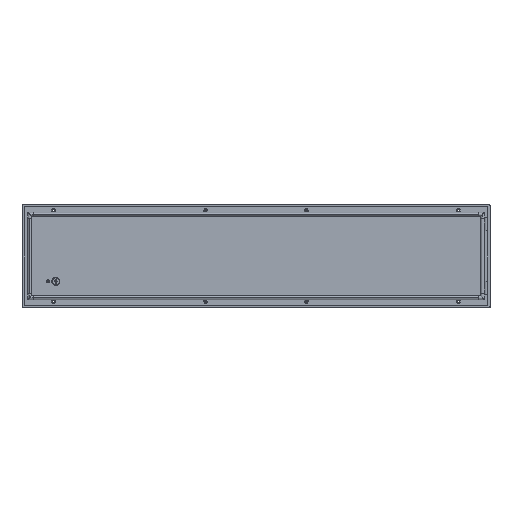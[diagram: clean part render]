
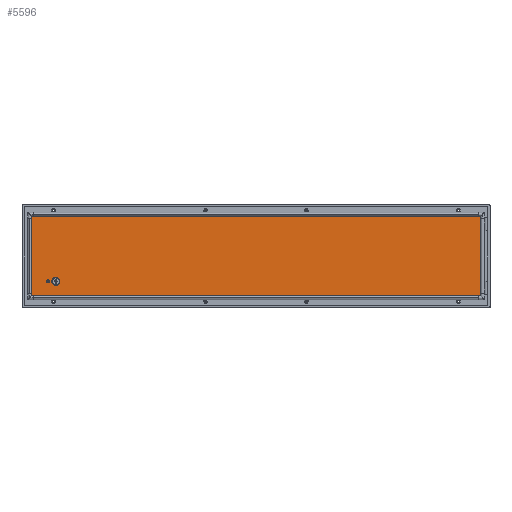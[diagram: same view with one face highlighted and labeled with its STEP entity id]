
A CAD part, top view. The second image highlights one B-rep face of the part: STEP entity #5596.
In plain terms, the highlighted planar face has unit normal (0, 0, 1).
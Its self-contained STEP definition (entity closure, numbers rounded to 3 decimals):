
#69 = CARTESIAN_POINT ( 'NONE',  ( -800., -97.5, 0. ) ) ;
#88 = EDGE_CURVE ( 'NONE', #6223, #427, #4471, .T. ) ;
#191 = CARTESIAN_POINT ( 'NONE',  ( -770., -112.5, 0. ) ) ;
#387 = AXIS2_PLACEMENT_3D ( 'NONE', #2426, #5253, #8114 ) ;
#389 = CARTESIAN_POINT ( 'NONE',  ( -770., -97.5, 0. ) ) ;
#427 = VERTEX_POINT ( 'NONE', #191 ) ;
#454 = CARTESIAN_POINT ( 'NONE',  ( -864., -145.5, 0. ) ) ;
#459 = VECTOR ( 'NONE', #4709, 1000. ) ;
#548 = VECTOR ( 'NONE', #3499, 1000. ) ;
#647 = VERTEX_POINT ( 'NONE', #3771 ) ;
#684 = ORIENTED_EDGE ( 'NONE', *, *, #3254, .T. ) ;
#735 = CARTESIAN_POINT ( 'NONE',  ( -878.8, -153.5, 0. ) ) ;
#993 = CIRCLE ( 'NONE', #8978, 2.65 ) ;
#1015 = EDGE_CURVE ( 'NONE', #1137, #7177, #7463, .T. ) ;
#1137 = VERTEX_POINT ( 'NONE', #5412 ) ;
#1173 = CARTESIAN_POINT ( 'NONE',  ( -770., -82.5, 0. ) ) ;
#1299 = ORIENTED_EDGE ( 'NONE', *, *, #2026, .T. ) ;
#1360 = EDGE_CURVE ( 'NONE', #5874, #7899, #6669, .T. ) ;
#1410 = EDGE_CURVE ( 'NONE', #647, #8045, #7834, .T. ) ;
#1441 = CARTESIAN_POINT ( 'NONE',  ( 0., 0., 0. ) ) ;
#1516 = DIRECTION ( 'NONE',  ( 0., 0., -1. ) ) ;
#1636 = CARTESIAN_POINT ( 'NONE',  ( -856., 153.5, 0. ) ) ;
#1656 = VECTOR ( 'NONE', #7145, 1000. ) ;
#1665 = DIRECTION ( 'NONE',  ( 0., 0., -1. ) ) ;
#1715 = CARTESIAN_POINT ( 'NONE',  ( -864., -145.5, 0. ) ) ;
#1736 = ORIENTED_EDGE ( 'NONE', *, *, #5008, .T. ) ;
#1784 = ORIENTED_EDGE ( 'NONE', *, *, #5110, .F. ) ;
#1815 = CARTESIAN_POINT ( 'NONE',  ( -800., -97.5, 0. ) ) ;
#1854 = DIRECTION ( 'NONE',  ( 0., -1., 0. ) ) ;
#1899 = LINE ( 'NONE', #454, #6011 ) ;
#1989 = CARTESIAN_POINT ( 'NONE',  ( -864., -153.5, 0. ) ) ;
#2025 = CIRCLE ( 'NONE', #387, 15. ) ;
#2026 = EDGE_CURVE ( 'NONE', #647, #4677, #2575, .T. ) ;
#2198 = EDGE_CURVE ( 'NONE', #427, #6223, #2025, .T. ) ;
#2252 = DIRECTION ( 'NONE',  ( 1., 0., 0. ) ) ;
#2346 = ORIENTED_EDGE ( 'NONE', *, *, #8940, .T. ) ;
#2426 = CARTESIAN_POINT ( 'NONE',  ( -770., -97.5, 0. ) ) ;
#2575 = LINE ( 'NONE', #8306, #5201 ) ;
#2649 = ORIENTED_EDGE ( 'NONE', *, *, #1015, .F. ) ;
#3157 = VECTOR ( 'NONE', #6659, 1000. ) ;
#3246 = VERTEX_POINT ( 'NONE', #5280 ) ;
#3254 = EDGE_CURVE ( 'NONE', #7381, #3246, #7967, .T. ) ;
#3258 = CARTESIAN_POINT ( 'NONE',  ( 856., -153.5, 0. ) ) ;
#3293 = DIRECTION ( 'NONE',  ( -0.258, -0.966, 0. ) ) ;
#3385 = ORIENTED_EDGE ( 'NONE', *, *, #2198, .F. ) ;
#3444 = EDGE_CURVE ( 'NONE', #6693, #5024, #993, .T. ) ;
#3499 = DIRECTION ( 'NONE',  ( 1., 0., 0. ) ) ;
#3540 = VERTEX_POINT ( 'NONE', #7731 ) ;
#3622 = EDGE_CURVE ( 'NONE', #8045, #3540, #4220, .T. ) ;
#3771 = CARTESIAN_POINT ( 'NONE',  ( -864., 145.5, 0. ) ) ;
#3799 = EDGE_CURVE ( 'NONE', #5024, #6693, #7061, .T. ) ;
#4007 = CARTESIAN_POINT ( 'NONE',  ( 864., 145.5, 0. ) ) ;
#4016 = VECTOR ( 'NONE', #5829, 1000. ) ;
#4220 = LINE ( 'NONE', #6389, #548 ) ;
#4382 = FACE_BOUND ( 'NONE', #6981, .T. ) ;
#4471 = CIRCLE ( 'NONE', #5677, 15. ) ;
#4583 = VECTOR ( 'NONE', #8076, 1000. ) ;
#4653 = CARTESIAN_POINT ( 'NONE',  ( 856., 153.5, 0. ) ) ;
#4677 = VERTEX_POINT ( 'NONE', #1715 ) ;
#4709 = DIRECTION ( 'NONE',  ( 1., 0., 0. ) ) ;
#4810 = VERTEX_POINT ( 'NONE', #4007 ) ;
#4965 = ORIENTED_EDGE ( 'NONE', *, *, #1360, .T. ) ;
#5008 = EDGE_CURVE ( 'NONE', #4677, #9149, #1899, .T. ) ;
#5016 = ORIENTED_EDGE ( 'NONE', *, *, #1410, .F. ) ;
#5024 = VERTEX_POINT ( 'NONE', #7012 ) ;
#5104 = ORIENTED_EDGE ( 'NONE', *, *, #6314, .T. ) ;
#5110 = EDGE_CURVE ( 'NONE', #3540, #1137, #8652, .T. ) ;
#5174 = LINE ( 'NONE', #735, #4016 ) ;
#5191 = VECTOR ( 'NONE', #6381, 1000. ) ;
#5201 = VECTOR ( 'NONE', #1854, 1000. ) ;
#5253 = DIRECTION ( 'NONE',  ( 0., 0., 1. ) ) ;
#5280 = CARTESIAN_POINT ( 'NONE',  ( 856., -153.5, 0. ) ) ;
#5363 = EDGE_LOOP ( 'NONE', ( #4965, #7947, #8622, #2649, #1784, #6536, #5016, #1299, #1736, #2346, #684, #5104 ) ) ;
#5412 = CARTESIAN_POINT ( 'NONE',  ( 856., 153.5, 0. ) ) ;
#5426 = EDGE_LOOP ( 'NONE', ( #6283, #3385 ) ) ;
#5453 = CARTESIAN_POINT ( 'NONE',  ( 864., 153.5, 0. ) ) ;
#5541 = ORIENTED_EDGE ( 'NONE', *, *, #3799, .T. ) ;
#5561 = DIRECTION ( 'NONE',  ( 0., 1., 0. ) ) ;
#5596 = ADVANCED_FACE ( 'NONE', ( #4382, #5757, #5845 ), #7920, .T. ) ;
#5677 = AXIS2_PLACEMENT_3D ( 'NONE', #389, #8194, #8904 ) ;
#5757 = FACE_BOUND ( 'NONE', #5426, .T. ) ;
#5798 = DIRECTION ( 'NONE',  ( 1., 0., 0. ) ) ;
#5829 = DIRECTION ( 'NONE',  ( 1., 0., 0. ) ) ;
#5845 = FACE_OUTER_BOUND ( 'NONE', #5363, .T. ) ;
#5874 = VERTEX_POINT ( 'NONE', #6652 ) ;
#6011 = VECTOR ( 'NONE', #8402, 1000. ) ;
#6223 = VERTEX_POINT ( 'NONE', #1173 ) ;
#6251 = VECTOR ( 'NONE', #8708, 1000. ) ;
#6283 = ORIENTED_EDGE ( 'NONE', *, *, #88, .F. ) ;
#6314 = EDGE_CURVE ( 'NONE', #3246, #5874, #7045, .T. ) ;
#6351 = LINE ( 'NONE', #9239, #1656 ) ;
#6381 = DIRECTION ( 'NONE',  ( 0., 1., 0. ) ) ;
#6389 = CARTESIAN_POINT ( 'NONE',  ( -878.8, 153.5, 0. ) ) ;
#6536 = ORIENTED_EDGE ( 'NONE', *, *, #3622, .F. ) ;
#6652 = CARTESIAN_POINT ( 'NONE',  ( 864., -153.5, 0. ) ) ;
#6659 = DIRECTION ( 'NONE',  ( 1., 0., 0. ) ) ;
#6669 = LINE ( 'NONE', #8019, #6251 ) ;
#6693 = VERTEX_POINT ( 'NONE', #9295 ) ;
#6695 = VECTOR ( 'NONE', #5561, 1000. ) ;
#6835 = EDGE_CURVE ( 'NONE', #7177, #4810, #6351, .T. ) ;
#6981 = EDGE_LOOP ( 'NONE', ( #7390, #5541 ) ) ;
#7012 = CARTESIAN_POINT ( 'NONE',  ( -799.315, -94.94, 0. ) ) ;
#7019 = LINE ( 'NONE', #7565, #6695 ) ;
#7045 = LINE ( 'NONE', #3258, #459 ) ;
#7061 = CIRCLE ( 'NONE', #7953, 2.65 ) ;
#7093 = CARTESIAN_POINT ( 'NONE',  ( -864., 145.5, 0. ) ) ;
#7145 = DIRECTION ( 'NONE',  ( 0., -1., 0. ) ) ;
#7177 = VERTEX_POINT ( 'NONE', #5453 ) ;
#7178 = CARTESIAN_POINT ( 'NONE',  ( -856., -153.5, 0. ) ) ;
#7242 = DIRECTION ( 'NONE',  ( -0.258, -0.966, 0. ) ) ;
#7334 = VECTOR ( 'NONE', #5798, 1000. ) ;
#7381 = VERTEX_POINT ( 'NONE', #7178 ) ;
#7390 = ORIENTED_EDGE ( 'NONE', *, *, #3444, .T. ) ;
#7437 = CARTESIAN_POINT ( 'NONE',  ( -856., -153.5, 0. ) ) ;
#7463 = LINE ( 'NONE', #4653, #4583 ) ;
#7565 = CARTESIAN_POINT ( 'NONE',  ( 864., -145.5, 0. ) ) ;
#7612 = CARTESIAN_POINT ( 'NONE',  ( -864., 153.5, 0. ) ) ;
#7731 = CARTESIAN_POINT ( 'NONE',  ( -856., 153.5, 0. ) ) ;
#7834 = LINE ( 'NONE', #7093, #5191 ) ;
#7899 = VERTEX_POINT ( 'NONE', #8774 ) ;
#7920 = PLANE ( 'NONE',  #7964 ) ;
#7947 = ORIENTED_EDGE ( 'NONE', *, *, #8432, .T. ) ;
#7953 = AXIS2_PLACEMENT_3D ( 'NONE', #69, #1516, #7242 ) ;
#7964 = AXIS2_PLACEMENT_3D ( 'NONE', #1441, #8693, #2252 ) ;
#7967 = LINE ( 'NONE', #7437, #7334 ) ;
#8019 = CARTESIAN_POINT ( 'NONE',  ( 864., -168.3, 0. ) ) ;
#8045 = VERTEX_POINT ( 'NONE', #7612 ) ;
#8076 = DIRECTION ( 'NONE',  ( 1., 0., 0. ) ) ;
#8114 = DIRECTION ( 'NONE',  ( 1., 0., 0. ) ) ;
#8194 = DIRECTION ( 'NONE',  ( 0., 0., 1. ) ) ;
#8306 = CARTESIAN_POINT ( 'NONE',  ( -864., 0., 0. ) ) ;
#8402 = DIRECTION ( 'NONE',  ( 0., -1., 0. ) ) ;
#8432 = EDGE_CURVE ( 'NONE', #7899, #4810, #7019, .T. ) ;
#8622 = ORIENTED_EDGE ( 'NONE', *, *, #6835, .F. ) ;
#8652 = LINE ( 'NONE', #1636, #3157 ) ;
#8693 = DIRECTION ( 'NONE',  ( 0., 0., 1. ) ) ;
#8708 = DIRECTION ( 'NONE',  ( 0., 1., 0. ) ) ;
#8774 = CARTESIAN_POINT ( 'NONE',  ( 864., -145.5, 0. ) ) ;
#8904 = DIRECTION ( 'NONE',  ( 1., 0., 0. ) ) ;
#8940 = EDGE_CURVE ( 'NONE', #9149, #7381, #5174, .T. ) ;
#8978 = AXIS2_PLACEMENT_3D ( 'NONE', #1815, #1665, #3293 ) ;
#9149 = VERTEX_POINT ( 'NONE', #1989 ) ;
#9239 = CARTESIAN_POINT ( 'NONE',  ( 864., 168.3, 0. ) ) ;
#9295 = CARTESIAN_POINT ( 'NONE',  ( -800.685, -100.06, 0. ) ) ;
